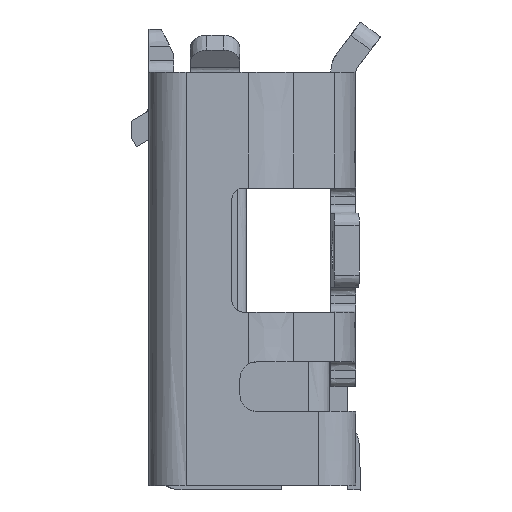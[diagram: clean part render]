
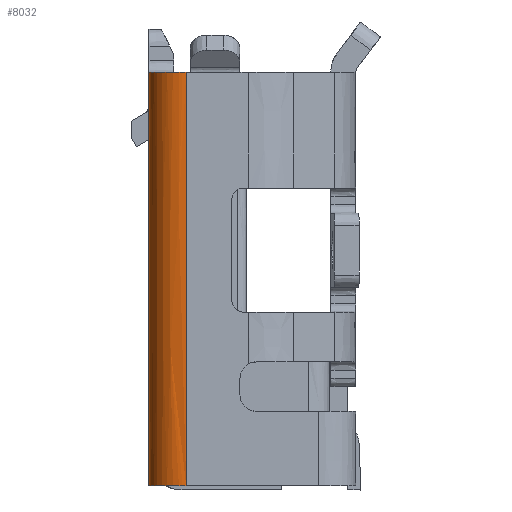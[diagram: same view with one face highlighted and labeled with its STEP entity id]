
A CAD part, left-side view. The second image highlights one B-rep face of the part: STEP entity #8032.
In plain terms, the highlighted free-form (B-spline) face has degree [3, 3] with [10, 4] control points.
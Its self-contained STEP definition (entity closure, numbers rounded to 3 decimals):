
#407 = B_SPLINE_CURVE_WITH_KNOTS ( 'NONE', 3,
 ( #20028, #17794, #15561, #1606, #17892, #3947, #20232, #6278, #22551, #8634 ),
 .UNSPECIFIED., .F., .F.,
 ( 4, 1, 1, 1, 1, 1, 1, 4 ),
 ( 0., 0., 0., 0., 0., 0.001, 0.001, 0.001 ),
 .UNSPECIFIED. ) ;
#529 = CARTESIAN_POINT ( 'NONE',  ( 94.679, 2.876, 5.4 ) ) ;
#623 = VECTOR ( 'NONE', #6630, 1000. ) ;
#632 = CARTESIAN_POINT ( 'NONE',  ( 94.344, 2.707, 0.2 ) ) ;
#733 = CARTESIAN_POINT ( 'NONE',  ( 94.249, 2.446, 1.933 ) ) ;
#1333 = FACE_OUTER_BOUND ( 'NONE', #25285, .T. ) ;
#1606 = CARTESIAN_POINT ( 'NONE',  ( 94.508, 2.837, 0.3 ) ) ;
#1855 = CARTESIAN_POINT ( 'NONE',  ( 94.508, 2.837, 5.3 ) ) ;
#2862 = CARTESIAN_POINT ( 'NONE',  ( 94.609, 2.87, 1.933 ) ) ;
#2975 = CARTESIAN_POINT ( 'NONE',  ( 94.344, 2.707, 3.667 ) ) ;
#3081 = CARTESIAN_POINT ( 'NONE',  ( 94.249, 2.446, 5.4 ) ) ;
#3947 = CARTESIAN_POINT ( 'NONE',  ( 94.344, 2.707, 0.3 ) ) ;
#4199 = CARTESIAN_POINT ( 'NONE',  ( 94.344, 2.707, 5.3 ) ) ;
#4289 = CARTESIAN_POINT ( 'NONE',  ( 94.25, 2.425, 2.8 ) ) ;
#5212 = CARTESIAN_POINT ( 'NONE',  ( 94.609, 2.87, 5.4 ) ) ;
#5311 = CARTESIAN_POINT ( 'NONE',  ( 94.288, 2.617, 0.2 ) ) ;
#5411 = CARTESIAN_POINT ( 'NONE',  ( 94.25, 2.411, 1.933 ) ) ;
#5515 = EDGE_CURVE ( 'NONE', #9801, #20361, #21391, .T. ) ;
#6278 = CARTESIAN_POINT ( 'NONE',  ( 94.257, 2.521, 0.3 ) ) ;
#6527 = CARTESIAN_POINT ( 'NONE',  ( 94.257, 2.521, 5.3 ) ) ;
#6630 = DIRECTION ( 'NONE',  ( 0., 0., -1. ) ) ;
#7454 = CARTESIAN_POINT ( 'NONE',  ( 94.714, 2.875, 1.933 ) ) ;
#7553 = CARTESIAN_POINT ( 'NONE',  ( 94.508, 2.837, 1.933 ) ) ;
#7661 = CARTESIAN_POINT ( 'NONE',  ( 94.288, 2.617, 3.667 ) ) ;
#7774 = CARTESIAN_POINT ( 'NONE',  ( 94.25, 2.411, 5.4 ) ) ;
#8032 = ADVANCED_FACE ( 'NONE', ( #1333 ), #12923, .T. ) ;
#8634 = CARTESIAN_POINT ( 'NONE',  ( 94.25, 2.425, 0.3 ) ) ;
#8672 = VECTOR ( 'NONE', #20210, 1000. ) ;
#8884 = CARTESIAN_POINT ( 'NONE',  ( 94.25, 2.425, 5.3 ) ) ;
#9792 = CARTESIAN_POINT ( 'NONE',  ( 94.714, 2.875, 3.667 ) ) ;
#9801 = VERTEX_POINT ( 'NONE', #29681 ) ;
#9897 = CARTESIAN_POINT ( 'NONE',  ( 94.508, 2.837, 5.4 ) ) ;
#10001 = CARTESIAN_POINT ( 'NONE',  ( 94.255, 2.516, 0.2 ) ) ;
#10812 = CARTESIAN_POINT ( 'NONE',  ( 94.604, 2.868, 5.3 ) ) ;
#10840 = LINE ( 'NONE', #17870, #8672 ) ;
#12148 = CARTESIAN_POINT ( 'NONE',  ( 94.679, 2.876, 0.2 ) ) ;
#12246 = CARTESIAN_POINT ( 'NONE',  ( 94.418, 2.781, 1.933 ) ) ;
#12290 = LINE ( 'NONE', #4289, #623 ) ;
#12356 = CARTESIAN_POINT ( 'NONE',  ( 94.255, 2.516, 3.667 ) ) ;
#12923 = B_SPLINE_SURFACE_WITH_KNOTS ( 'NONE', 3, 3, ( 
 ( #21394, #7454, #9792, #26038 ),
 ( #12148, #28382, #14492, #529 ),
 ( #16825, #2862, #19161, #5212 ),
 ( #21497, #7553, #23831, #9897 ),
 ( #26138, #12246, #28493, #14591 ),
 ( #632, #16930, #2975, #19261 ),
 ( #5311, #21607, #7661, #23933 ),
 ( #10001, #26242, #12356, #28593 ),
 ( #14702, #733, #17031, #3081 ),
 ( #19365, #5411, #21709, #7774 ) ),
 .UNSPECIFIED., .F., .F., .F.,
 ( 4, 1, 1, 1, 1, 1, 1, 4 ),
 ( 4, 4 ),
 ( -0.031, 0.202, 0.435, 0.669, 0.902, 1.135, 1.369, 1.602 ),
 ( 0., 5.2 ),
 .UNSPECIFIED. ) ;
#13480 = CARTESIAN_POINT ( 'NONE',  ( 94.67, 2.875, 5.3 ) ) ;
#14492 = CARTESIAN_POINT ( 'NONE',  ( 94.679, 2.876, 3.667 ) ) ;
#14591 = CARTESIAN_POINT ( 'NONE',  ( 94.418, 2.781, 5.4 ) ) ;
#14702 = CARTESIAN_POINT ( 'NONE',  ( 94.249, 2.446, 0.2 ) ) ;
#15561 = CARTESIAN_POINT ( 'NONE',  ( 94.604, 2.868, 0.3 ) ) ;
#15817 = CARTESIAN_POINT ( 'NONE',  ( 94.7, 2.875, 5.3 ) ) ;
#16567 = VERTEX_POINT ( 'NONE', #22025 ) ;
#16825 = CARTESIAN_POINT ( 'NONE',  ( 94.609, 2.87, 0.2 ) ) ;
#16930 = CARTESIAN_POINT ( 'NONE',  ( 94.344, 2.707, 1.933 ) ) ;
#17031 = CARTESIAN_POINT ( 'NONE',  ( 94.249, 2.446, 3.667 ) ) ;
#17794 = CARTESIAN_POINT ( 'NONE',  ( 94.67, 2.875, 0.3 ) ) ;
#17870 = CARTESIAN_POINT ( 'NONE',  ( 94.7, 2.875, 3.06 ) ) ;
#17892 = CARTESIAN_POINT ( 'NONE',  ( 94.418, 2.781, 0.3 ) ) ;
#18141 = CARTESIAN_POINT ( 'NONE',  ( 94.418, 2.781, 5.3 ) ) ;
#18437 = ORIENTED_EDGE ( 'NONE', *, *, #19020, .T. ) ;
#18468 = ORIENTED_EDGE ( 'NONE', *, *, #28672, .F. ) ;
#19020 = EDGE_CURVE ( 'NONE', #9801, #19812, #10840, .T. ) ;
#19161 = CARTESIAN_POINT ( 'NONE',  ( 94.609, 2.87, 3.667 ) ) ;
#19261 = CARTESIAN_POINT ( 'NONE',  ( 94.344, 2.707, 5.4 ) ) ;
#19365 = CARTESIAN_POINT ( 'NONE',  ( 94.25, 2.411, 0.2 ) ) ;
#19812 = VERTEX_POINT ( 'NONE', #21176 ) ;
#20028 = CARTESIAN_POINT ( 'NONE',  ( 94.7, 2.875, 0.3 ) ) ;
#20210 = DIRECTION ( 'NONE',  ( 0., 0., -1. ) ) ;
#20232 = CARTESIAN_POINT ( 'NONE',  ( 94.288, 2.617, 0.3 ) ) ;
#20361 = VERTEX_POINT ( 'NONE', #22937 ) ;
#20484 = CARTESIAN_POINT ( 'NONE',  ( 94.288, 2.617, 5.3 ) ) ;
#21176 = CARTESIAN_POINT ( 'NONE',  ( 94.7, 2.875, 0.3 ) ) ;
#21391 = B_SPLINE_CURVE_WITH_KNOTS ( 'NONE', 3,
 ( #15817, #13480, #10812, #1855, #18141, #4199, #20484, #6527, #22808, #8884 ),
 .UNSPECIFIED., .F., .F.,
 ( 4, 1, 1, 1, 1, 1, 1, 4 ),
 ( 0., 0., 0., 0., 0., 0.001, 0.001, 0.001 ),
 .UNSPECIFIED. ) ;
#21394 = CARTESIAN_POINT ( 'NONE',  ( 94.714, 2.875, 0.2 ) ) ;
#21497 = CARTESIAN_POINT ( 'NONE',  ( 94.508, 2.837, 0.2 ) ) ;
#21607 = CARTESIAN_POINT ( 'NONE',  ( 94.288, 2.617, 1.933 ) ) ;
#21709 = CARTESIAN_POINT ( 'NONE',  ( 94.25, 2.411, 3.667 ) ) ;
#22025 = CARTESIAN_POINT ( 'NONE',  ( 94.25, 2.425, 0.3 ) ) ;
#22551 = CARTESIAN_POINT ( 'NONE',  ( 94.25, 2.455, 0.3 ) ) ;
#22808 = CARTESIAN_POINT ( 'NONE',  ( 94.25, 2.455, 5.3 ) ) ;
#22937 = CARTESIAN_POINT ( 'NONE',  ( 94.25, 2.425, 5.3 ) ) ;
#23831 = CARTESIAN_POINT ( 'NONE',  ( 94.508, 2.837, 3.667 ) ) ;
#23933 = CARTESIAN_POINT ( 'NONE',  ( 94.288, 2.617, 5.4 ) ) ;
#24203 = ORIENTED_EDGE ( 'NONE', *, *, #5515, .F. ) ;
#24800 = EDGE_CURVE ( 'NONE', #19812, #16567, #407, .T. ) ;
#25285 = EDGE_LOOP ( 'NONE', ( #28105, #18468, #24203, #18437 ) ) ;
#26038 = CARTESIAN_POINT ( 'NONE',  ( 94.714, 2.875, 5.4 ) ) ;
#26138 = CARTESIAN_POINT ( 'NONE',  ( 94.418, 2.781, 0.2 ) ) ;
#26242 = CARTESIAN_POINT ( 'NONE',  ( 94.255, 2.516, 1.933 ) ) ;
#28105 = ORIENTED_EDGE ( 'NONE', *, *, #24800, .T. ) ;
#28382 = CARTESIAN_POINT ( 'NONE',  ( 94.679, 2.876, 1.933 ) ) ;
#28493 = CARTESIAN_POINT ( 'NONE',  ( 94.418, 2.781, 3.667 ) ) ;
#28593 = CARTESIAN_POINT ( 'NONE',  ( 94.255, 2.516, 5.4 ) ) ;
#28672 = EDGE_CURVE ( 'NONE', #20361, #16567, #12290, .T. ) ;
#29681 = CARTESIAN_POINT ( 'NONE',  ( 94.7, 2.875, 5.3 ) ) ;
